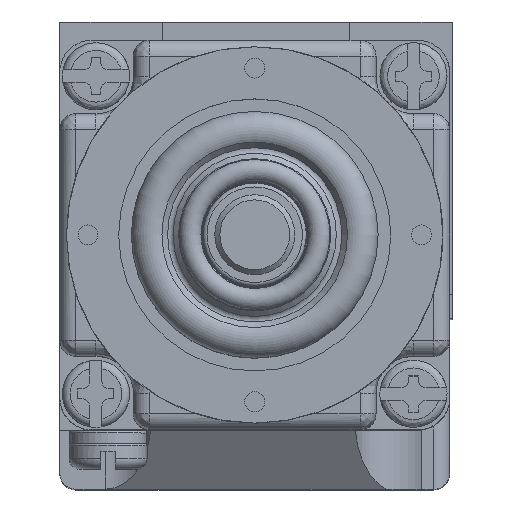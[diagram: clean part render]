
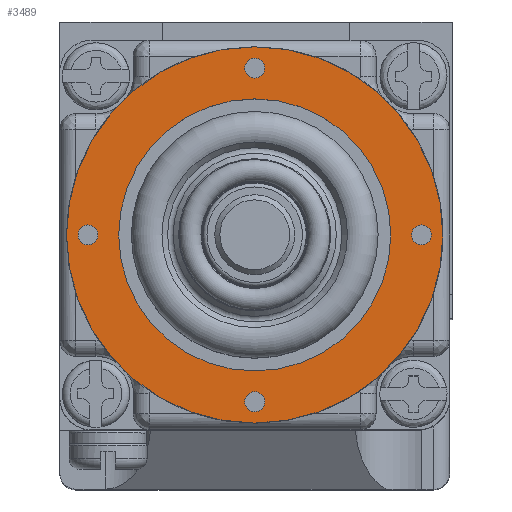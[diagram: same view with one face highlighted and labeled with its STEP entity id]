
A CAD part, top view. The second image highlights one B-rep face of the part: STEP entity #3489.
In plain terms, the highlighted planar face has unit normal (0, 0, 1).
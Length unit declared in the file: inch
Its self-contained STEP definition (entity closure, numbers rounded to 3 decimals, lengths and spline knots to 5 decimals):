
#372 = DIRECTION ( 'NONE',  ( -1., 0., 0. ) ) ;
#992 = VERTEX_POINT ( 'NONE', #1485 ) ;
#1310 = ORIENTED_EDGE ( 'NONE', *, *, #10039, .T. ) ;
#1485 = CARTESIAN_POINT ( 'NONE',  ( -2.00917, 1.9247, 2.01581 ) ) ;
#2396 = CARTESIAN_POINT ( 'NONE',  ( -2.61667, 1.2787, 2.01581 ) ) ;
#2485 = EDGE_LOOP ( 'NONE', ( #1310 ) ) ;
#3489 = ADVANCED_FACE ( 'NONE', ( #14127, #19047, #15103, #3748, #21322, #20030 ), #12544, .T. ) ;
#3583 = CARTESIAN_POINT ( 'NONE',  ( -2.49767, 1.2787, 2.01581 ) ) ;
#3585 = VERTEX_POINT ( 'NONE', #16037 ) ;
#3748 = FACE_BOUND ( 'NONE', #4942, .T. ) ;
#4491 = CARTESIAN_POINT ( 'NONE',  ( -1.97067, 1.2787, 2.01581 ) ) ;
#4942 = EDGE_LOOP ( 'NONE', ( #7078 ) ) ;
#5755 = DIRECTION ( 'NONE',  ( 0., 0., -1. ) ) ;
#5871 = EDGE_CURVE ( 'NONE', #992, #992, #24097, .T. ) ;
#6047 = CIRCLE ( 'NONE', #6068, 0.527 ) ;
#6068 = AXIS2_PLACEMENT_3D ( 'NONE', #22102, #11873, #20130 ) ;
#6327 = DIRECTION ( 'NONE',  ( 0., 0., 1. ) ) ;
#7078 = ORIENTED_EDGE ( 'NONE', *, *, #5871, .T. ) ;
#7392 = AXIS2_PLACEMENT_3D ( 'NONE', #19475, #25785, #14975 ) ;
#8289 = DIRECTION ( 'NONE',  ( 0., 0., -1. ) ) ;
#9098 = ORIENTED_EDGE ( 'NONE', *, *, #13030, .T. ) ;
#9758 = VERTEX_POINT ( 'NONE', #3583 ) ;
#10039 = EDGE_CURVE ( 'NONE', #25678, #25678, #17442, .T. ) ;
#10452 = CARTESIAN_POINT ( 'NONE',  ( -2.65517, 1.2787, 2.01581 ) ) ;
#10502 = EDGE_LOOP ( 'NONE', ( #9098 ) ) ;
#10552 = DIRECTION ( 'NONE',  ( 0., 0., -1. ) ) ;
#11873 = DIRECTION ( 'NONE',  ( 0., 0., -1. ) ) ;
#12544 = PLANE ( 'NONE',  #16638 ) ;
#12588 = EDGE_CURVE ( 'NONE', #12625, #12625, #21088, .T. ) ;
#12614 = EDGE_CURVE ( 'NONE', #3585, #3585, #19792, .T. ) ;
#12625 = VERTEX_POINT ( 'NONE', #16122 ) ;
#13030 = EDGE_CURVE ( 'NONE', #9758, #9758, #6047, .T. ) ;
#13328 = AXIS2_PLACEMENT_3D ( 'NONE', #20766, #8289, #22812 ) ;
#14127 = FACE_BOUND ( 'NONE', #14942, .T. ) ;
#14192 = CARTESIAN_POINT ( 'NONE',  ( -1.32467, 1.2787, 2.01581 ) ) ;
#14231 = AXIS2_PLACEMENT_3D ( 'NONE', #14192, #5755, #26545 ) ;
#14724 = DIRECTION ( 'NONE',  ( 0., 0., 1. ) ) ;
#14732 = ORIENTED_EDGE ( 'NONE', *, *, #12588, .T. ) ;
#14942 = EDGE_LOOP ( 'NONE', ( #14732 ) ) ;
#14975 = DIRECTION ( 'NONE',  ( -1., 0., 0. ) ) ;
#15050 = CIRCLE ( 'NONE', #15903, 0.0385 ) ;
#15103 = FACE_BOUND ( 'NONE', #21095, .T. ) ;
#15208 = EDGE_CURVE ( 'NONE', #23405, #23405, #15050, .T. ) ;
#15903 = AXIS2_PLACEMENT_3D ( 'NONE', #2396, #10552, #372 ) ;
#16037 = CARTESIAN_POINT ( 'NONE',  ( -2.69967, 1.2787, 2.01581 ) ) ;
#16122 = CARTESIAN_POINT ( 'NONE',  ( -1.36317, 1.2787, 2.01581 ) ) ;
#16568 = CARTESIAN_POINT ( 'NONE',  ( -1.97067, 1.2787, 2.01581 ) ) ;
#16638 = AXIS2_PLACEMENT_3D ( 'NONE', #4491, #6327, #20992 ) ;
#17442 = CIRCLE ( 'NONE', #7392, 0.0385 ) ;
#18224 = EDGE_LOOP ( 'NONE', ( #26772 ) ) ;
#18942 = DIRECTION ( 'NONE',  ( -1., 0., 0. ) ) ;
#18961 = AXIS2_PLACEMENT_3D ( 'NONE', #16568, #14724, #18942 ) ;
#19047 = FACE_BOUND ( 'NONE', #2485, .T. ) ;
#19475 = CARTESIAN_POINT ( 'NONE',  ( -1.97067, 0.6327, 2.01581 ) ) ;
#19792 = CIRCLE ( 'NONE', #18961, 0.729 ) ;
#20030 = FACE_OUTER_BOUND ( 'NONE', #18224, .T. ) ;
#20130 = DIRECTION ( 'NONE',  ( -1., 0., 0. ) ) ;
#20464 = ORIENTED_EDGE ( 'NONE', *, *, #15208, .T. ) ;
#20766 = CARTESIAN_POINT ( 'NONE',  ( -1.97067, 1.9247, 2.01581 ) ) ;
#20992 = DIRECTION ( 'NONE',  ( 1., 0., 0. ) ) ;
#21088 = CIRCLE ( 'NONE', #14231, 0.0385 ) ;
#21095 = EDGE_LOOP ( 'NONE', ( #20464 ) ) ;
#21322 = FACE_BOUND ( 'NONE', #10502, .T. ) ;
#22102 = CARTESIAN_POINT ( 'NONE',  ( -1.97067, 1.2787, 2.01581 ) ) ;
#22812 = DIRECTION ( 'NONE',  ( -1., 0., 0. ) ) ;
#23405 = VERTEX_POINT ( 'NONE', #10452 ) ;
#24097 = CIRCLE ( 'NONE', #13328, 0.0385 ) ;
#25678 = VERTEX_POINT ( 'NONE', #26546 ) ;
#25785 = DIRECTION ( 'NONE',  ( 0., 0., -1. ) ) ;
#26545 = DIRECTION ( 'NONE',  ( -1., 0., 0. ) ) ;
#26546 = CARTESIAN_POINT ( 'NONE',  ( -2.00917, 0.6327, 2.01581 ) ) ;
#26772 = ORIENTED_EDGE ( 'NONE', *, *, #12614, .T. ) ;
